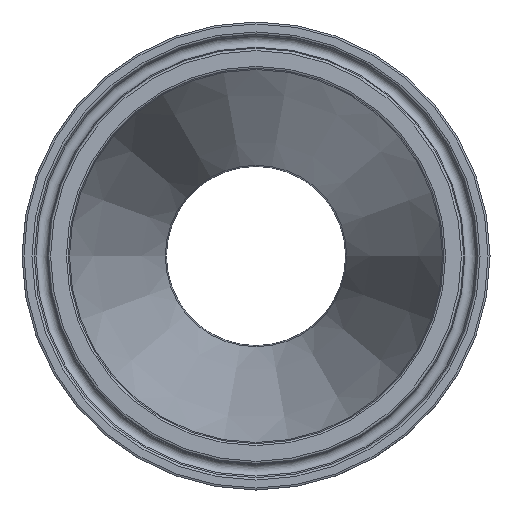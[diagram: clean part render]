
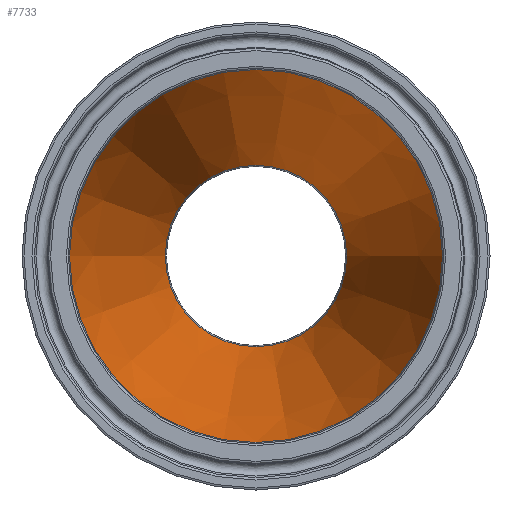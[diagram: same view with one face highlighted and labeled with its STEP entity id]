
A CAD part, left-side view. The second image highlights one B-rep face of the part: STEP entity #7733.
In plain terms, the highlighted conical face has half-angle 15.255 degrees and reference radius 26.924 mm.
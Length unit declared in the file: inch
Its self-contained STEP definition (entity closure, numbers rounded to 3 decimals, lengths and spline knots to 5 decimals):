
#16=CONICAL_SURFACE('',#8183,1.06,15.255);
#135=FACE_BOUND('',#1428,.T.);
#935=FACE_OUTER_BOUND('',#1427,.T.);
#1427=EDGE_LOOP('',(#7190));
#1428=EDGE_LOOP('',(#7191));
#1617=CIRCLE('',#8182,1.42619);
#1618=CIRCLE('',#8184,0.69381);
#3797=VERTEX_POINT('',#17063);
#3798=VERTEX_POINT('',#17066);
#4930=EDGE_CURVE('',#3797,#3797,#1617,.T.);
#4931=EDGE_CURVE('',#3798,#3798,#1618,.T.);
#7190=ORIENTED_EDGE('',*,*,#4931,.F.);
#7191=ORIENTED_EDGE('',*,*,#4930,.F.);
#7733=ADVANCED_FACE('',(#935,#135),#16,.F.);
#8182=AXIS2_PLACEMENT_3D('',#17064,#9578,#9579);
#8183=AXIS2_PLACEMENT_3D('',#17065,#9580,#9581);
#8184=AXIS2_PLACEMENT_3D('',#17067,#9582,#9583);
#9578=DIRECTION('center_axis',(1.,0.,0.));
#9579=DIRECTION('ref_axis',(0.,-1.,0.));
#9580=DIRECTION('center_axis',(-1.,0.,0.));
#9581=DIRECTION('ref_axis',(0.,1.,0.));
#9582=DIRECTION('center_axis',(-1.,0.,0.));
#9583=DIRECTION('ref_axis',(0.,-1.,0.));
#17063=CARTESIAN_POINT('',(0.4073,1.42619,0.));
#17064=CARTESIAN_POINT('Origin',(0.4073,0.,0.));
#17065=CARTESIAN_POINT('Origin',(1.75,0.,0.));
#17066=CARTESIAN_POINT('',(3.0927,0.69381,0.));
#17067=CARTESIAN_POINT('Origin',(3.0927,0.,0.));
